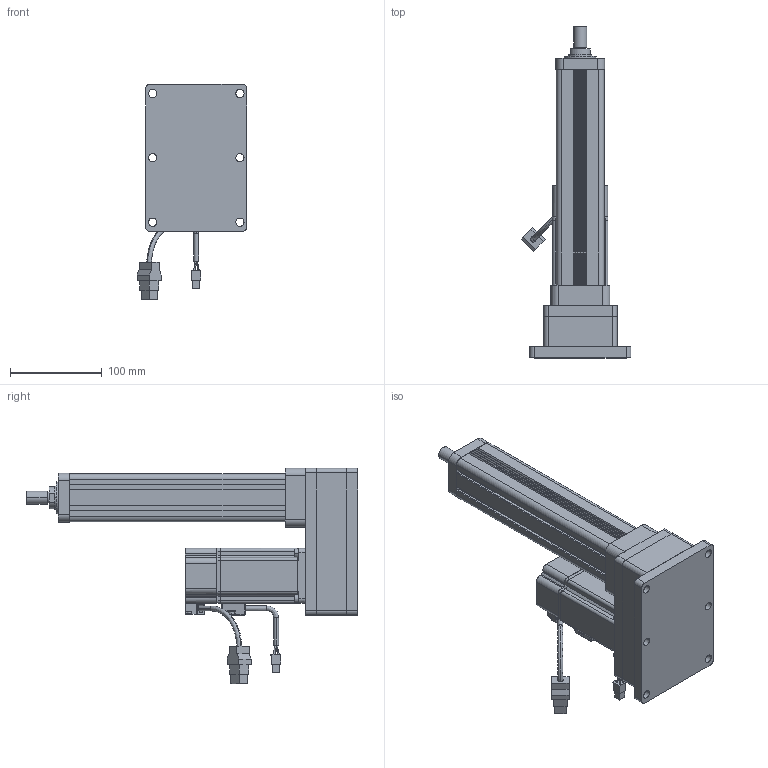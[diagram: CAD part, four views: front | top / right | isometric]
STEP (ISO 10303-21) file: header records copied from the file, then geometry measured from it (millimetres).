
FILE_DESCRIPTION (( 'STEP AP214' ), '1' );
FILE_NAME ('053-S150-D05-B-M4-C1-2.STEP', '2023-08-22T02:46:34', ( 'China' ), ( 'Home' ), 'SwSTEP 2.0', 'SolidWorks 2018', '' );
FILE_SCHEMA (( 'AUTOMOTIVE_DESIGN' ));
Length unit declared in the file: millimetre
Products named in the file (17): 53ZCZ; 53GT; 53-QFL; 53XT; 53LJB; 053-S150-D05-B-M4-C1-2; M14X1.5; 53HFL; 400W
Assembly tree (8 placements, depth 2):
  53ZCZ
  53XT
  053-S150-D05-B-M4-C1-2
    53ZCZ
    53GT
    53LJB
    53XT
    M14X1.5
    400W
    53-QFL
    53HFL
  53LJB
  53GT
Bounding box: 119.24 x 361 x 234.37 mm (x, y, z)
Volume: 1646976.3 mm3; surface area: 328882.8 mm2
Topology: 16 solids, 16 shells, 822 faces, 2108 edges, 1357 vertices
Faces by surface type: plane 394, cylinder 319, cone 40, bspline 37, torus 32
Entity records: 31572 total; most frequent: CARTESIAN_POINT 11431, ORIENTED_EDGE 4180, DIRECTION 3760, EDGE_CURVE 2090, VERTEX_POINT 1357, AXIS2_PLACEMENT_3D 1323, LINE 1114, VECTOR 1114
